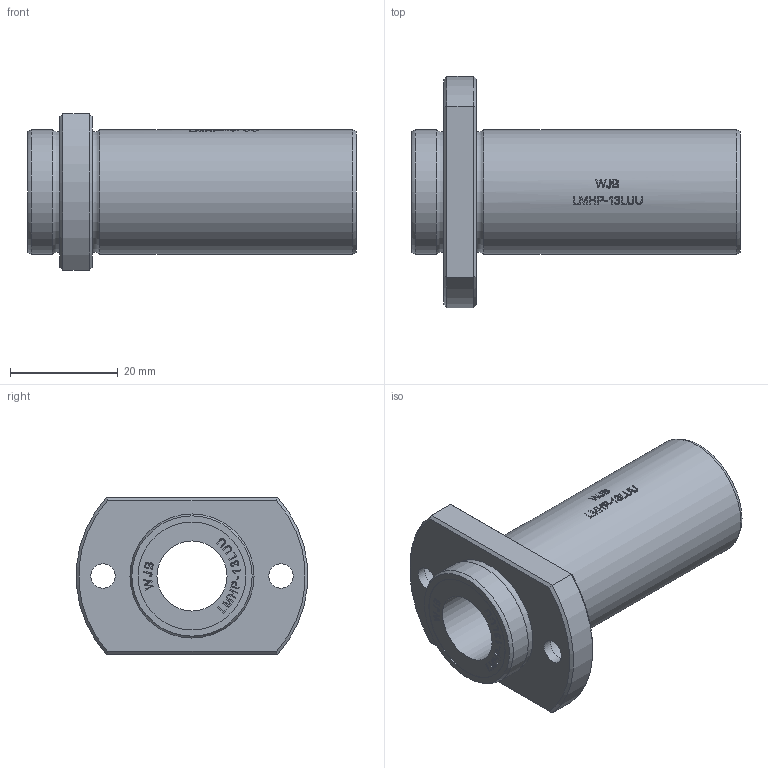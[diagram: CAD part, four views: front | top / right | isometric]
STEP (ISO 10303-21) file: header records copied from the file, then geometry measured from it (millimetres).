
FILE_DESCRIPTION(/* description */ (''),/* implementation_level */ '2;1');
FILE_NAME(/* name */ 'WJB-LMHP-13LUU-2.stp',/* time_stamp */ '2019-01-26T19:33:27+08:00',/* author */ (''),/* organization */ (''),/* preprocessor_version */ 'ST-DEVELOPER v11',/* originating_system */ 'SIEMENS UGS NX 6.0',/* authorisation */ '');
FILE_SCHEMA (('AUTOMOTIVE_DESIGN { 1 0 10303 214 1 1 1 1 }'));
Length unit declared in the file: millimetre
Products named in the file (1): ROCK97E1xqag
Bounding box: 61 x 42.85 x 29 mm (x, y, z)
Volume: 21003.3 mm3; surface area: 9407.4 mm2
Topology: 1 solids, 1 shells, 390 faces, 992 edges, 658 vertices
Faces by surface type: plane 256, extrusion 99, cylinder 27, cone 4, torus 4
Full cylindrical faces by diameter (mm): 4.5 x2, 8 x2, 13 x1, 20 x2, 23 x2
Entity records: 14707 total; most frequent: CARTESIAN_POINT 5890, ORIENTED_EDGE 1954, DIRECTION 1408, EDGE_CURVE 977, VERTEX_POINT 656, VECTOR 616, LINE 517, EDGE_LOOP 463
